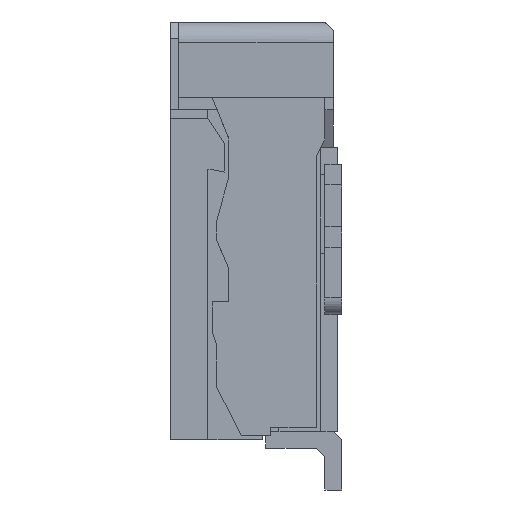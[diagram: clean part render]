
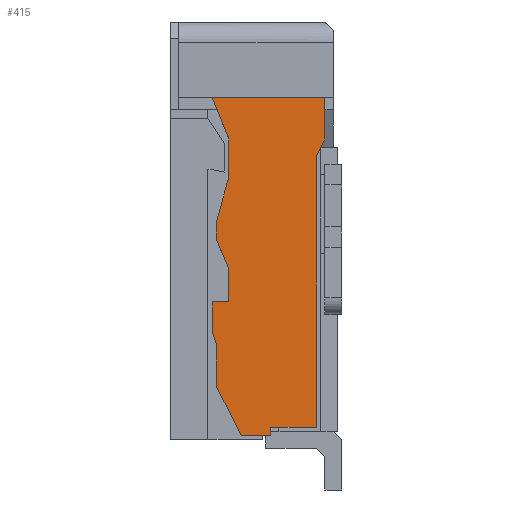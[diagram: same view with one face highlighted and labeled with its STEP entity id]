
A CAD part, left-side view. The second image highlights one B-rep face of the part: STEP entity #415.
In plain terms, the highlighted planar face has unit normal (-1, 0, 0).
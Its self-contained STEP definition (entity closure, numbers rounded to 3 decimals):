
#415=ADVANCED_FACE('',(#3249),#3250,.T.);
#3249=FACE_OUTER_BOUND('',#8405,.T.);
#3250=PLANE('',#8406);
#8405=EDGE_LOOP('',(#14435,#14436,#14437,#14438,#14439,#14440,#14441,#14442,#14443,#14444,#14445,#14446,#14447,#14448,#14449,#14450,#14451,#14452));
#8406=AXIS2_PLACEMENT_3D('',#14453,#14454,#14455);
#14435=ORIENTED_EDGE('',*,*,#37944,.T.);
#14436=ORIENTED_EDGE('',*,*,#37936,.T.);
#14437=ORIENTED_EDGE('',*,*,#37943,.T.);
#14438=ORIENTED_EDGE('',*,*,#37945,.F.);
#14439=ORIENTED_EDGE('',*,*,#37781,.F.);
#14440=ORIENTED_EDGE('',*,*,#37946,.T.);
#14441=ORIENTED_EDGE('',*,*,#37947,.T.);
#14442=ORIENTED_EDGE('',*,*,#37948,.T.);
#14443=ORIENTED_EDGE('',*,*,#37949,.T.);
#14444=ORIENTED_EDGE('',*,*,#37950,.T.);
#14445=ORIENTED_EDGE('',*,*,#37951,.T.);
#14446=ORIENTED_EDGE('',*,*,#37952,.T.);
#14447=ORIENTED_EDGE('',*,*,#37953,.F.);
#14448=ORIENTED_EDGE('',*,*,#37954,.T.);
#14449=ORIENTED_EDGE('',*,*,#37955,.T.);
#14450=ORIENTED_EDGE('',*,*,#37956,.T.);
#14451=ORIENTED_EDGE('',*,*,#37828,.T.);
#14452=ORIENTED_EDGE('',*,*,#37957,.T.);
#14453=CARTESIAN_POINT('',(-14.65,1.5,5.0));
#14454=DIRECTION('',(-1.0,0.0,0.0));
#14455=DIRECTION('',(0.0,0.0,1.0));
#37781=EDGE_CURVE('',#46559,#46561,#46562,.T.);
#37828=EDGE_CURVE('',#46648,#46649,#46650,.T.);
#37936=EDGE_CURVE('',#46832,#46833,#46834,.T.);
#37943=EDGE_CURVE('',#46833,#46843,#46845,.T.);
#37944=EDGE_CURVE('',#46846,#46832,#46847,.T.);
#37945=EDGE_CURVE('',#46561,#46843,#46848,.T.);
#37946=EDGE_CURVE('',#46559,#46849,#46850,.T.);
#37947=EDGE_CURVE('',#46849,#46851,#46852,.T.);
#37948=EDGE_CURVE('',#46851,#46853,#46854,.T.);
#37949=EDGE_CURVE('',#46853,#46855,#46856,.T.);
#37950=EDGE_CURVE('',#46855,#46857,#46858,.T.);
#37951=EDGE_CURVE('',#46857,#46859,#46860,.T.);
#37952=EDGE_CURVE('',#46859,#46861,#46862,.T.);
#37953=EDGE_CURVE('',#46863,#46861,#46864,.T.);
#37954=EDGE_CURVE('',#46863,#46865,#46866,.T.);
#37955=EDGE_CURVE('',#46865,#46867,#46868,.T.);
#37956=EDGE_CURVE('',#46867,#46648,#46869,.T.);
#37957=EDGE_CURVE('',#46649,#46846,#46870,.T.);
#46559=VERTEX_POINT('',#60262);
#46561=VERTEX_POINT('',#60265);
#46562=LINE('',#60266,#60267);
#46648=VERTEX_POINT('',#60399);
#46649=VERTEX_POINT('',#60400);
#46650=LINE('',#60401,#60402);
#46832=VERTEX_POINT('',#60689);
#46833=VERTEX_POINT('',#60690);
#46834=LINE('',#60691,#60692);
#46843=VERTEX_POINT('',#60706);
#46845=LINE('',#60709,#60710);
#46846=VERTEX_POINT('',#60711);
#46847=LINE('',#60712,#60713);
#46848=LINE('',#60714,#60715);
#46849=VERTEX_POINT('',#60716);
#46850=LINE('',#60717,#60718);
#46851=VERTEX_POINT('',#60719);
#46852=LINE('',#60720,#60721);
#46853=VERTEX_POINT('',#60722);
#46854=LINE('',#60723,#60724);
#46855=VERTEX_POINT('',#60725);
#46856=LINE('',#60726,#60727);
#46857=VERTEX_POINT('',#60728);
#46858=LINE('',#60729,#60730);
#46859=VERTEX_POINT('',#60731);
#46860=LINE('',#60732,#60733);
#46861=VERTEX_POINT('',#60734);
#46862=LINE('',#60735,#60736);
#46863=VERTEX_POINT('',#60737);
#46864=LINE('',#60738,#60739);
#46865=VERTEX_POINT('',#60740);
#46866=LINE('',#60741,#60742);
#46867=VERTEX_POINT('',#60743);
#46868=LINE('',#60744,#60745);
#46869=LINE('',#60746,#60747);
#46870=LINE('',#60748,#60749);
#60262=CARTESIAN_POINT('',(-14.65,1.5,4.1));
#60265=CARTESIAN_POINT('',(-14.65,0.15,4.1));
#60266=CARTESIAN_POINT('',(-14.65,1.5,4.1));
#60267=VECTOR('',#81004,1.35);
#60399=CARTESIAN_POINT('',(-14.65,1.15,0.05));
#60400=CARTESIAN_POINT('',(-14.65,0.8,0.05));
#60401=CARTESIAN_POINT('',(-14.65,1.15,0.05));
#60402=VECTOR('',#81051,0.35);
#60689=CARTESIAN_POINT('',(-14.65,0.25,0.15));
#60690=CARTESIAN_POINT('',(-14.65,0.25,3.4));
#60691=CARTESIAN_POINT('',(-14.65,0.25,0.15));
#60692=VECTOR('',#81168,3.25);
#60706=CARTESIAN_POINT('',(-14.65,0.15,3.6));
#60709=CARTESIAN_POINT('',(-14.65,0.25,3.4));
#60710=VECTOR('',#81175,0.224);
#60711=CARTESIAN_POINT('',(-14.65,0.8,0.15));
#60712=CARTESIAN_POINT('',(-14.65,0.8,0.15));
#60713=VECTOR('',#81176,0.55);
#60714=CARTESIAN_POINT('',(-14.65,0.15,4.1));
#60715=VECTOR('',#81177,0.5);
#60716=CARTESIAN_POINT('',(-14.65,1.3,3.6));
#60717=CARTESIAN_POINT('',(-14.65,1.5,4.1));
#60718=VECTOR('',#81178,0.539);
#60719=CARTESIAN_POINT('',(-14.65,1.3,3.15));
#60720=CARTESIAN_POINT('',(-14.65,1.3,3.6));
#60721=VECTOR('',#81179,0.45);
#60722=CARTESIAN_POINT('',(-14.65,1.45,2.6));
#60723=CARTESIAN_POINT('',(-14.65,1.3,3.15));
#60724=VECTOR('',#81180,0.57);
#60725=CARTESIAN_POINT('',(-14.65,1.45,2.4));
#60726=CARTESIAN_POINT('',(-14.65,1.45,2.6));
#60727=VECTOR('',#81181,0.2);
#60728=CARTESIAN_POINT('',(-14.65,1.3,2.05));
#60729=CARTESIAN_POINT('',(-14.65,1.45,2.4));
#60730=VECTOR('',#81182,0.381);
#60731=CARTESIAN_POINT('',(-14.65,1.3,1.65));
#60732=CARTESIAN_POINT('',(-14.65,1.3,2.05));
#60733=VECTOR('',#81183,0.4);
#60734=CARTESIAN_POINT('',(-14.65,1.5,1.65));
#60735=CARTESIAN_POINT('',(-14.65,1.3,1.65));
#60736=VECTOR('',#81184,0.2);
#60737=CARTESIAN_POINT('',(-14.65,1.5,1.3));
#60738=CARTESIAN_POINT('',(-14.65,1.5,1.3));
#60739=VECTOR('',#81185,0.35);
#60740=CARTESIAN_POINT('',(-14.65,1.45,1.15));
#60741=CARTESIAN_POINT('',(-14.65,1.5,1.3));
#60742=VECTOR('',#81186,0.158);
#60743=CARTESIAN_POINT('',(-14.65,1.45,0.64));
#60744=CARTESIAN_POINT('',(-14.65,1.45,1.15));
#60745=VECTOR('',#81187,0.51);
#60746=CARTESIAN_POINT('',(-14.65,1.45,0.64));
#60747=VECTOR('',#81188,0.662);
#60748=CARTESIAN_POINT('',(-14.65,0.8,0.05));
#60749=VECTOR('',#81189,0.1);
#81004=DIRECTION('',(0.0,-1.0,0.0));
#81051=DIRECTION('',(0.0,-1.0,0.0));
#81168=DIRECTION('',(0.0,0.0,1.0));
#81175=DIRECTION('',(0.0,-0.447,0.894));
#81176=DIRECTION('',(0.0,-1.0,0.0));
#81177=DIRECTION('',(0.0,0.0,-1.0));
#81178=DIRECTION('',(0.0,-0.371,-0.928));
#81179=DIRECTION('',(0.0,0.0,-1.0));
#81180=DIRECTION('',(0.0,0.263,-0.965));
#81181=DIRECTION('',(0.0,0.0,-1.0));
#81182=DIRECTION('',(0.0,-0.394,-0.919));
#81183=DIRECTION('',(0.0,0.0,-1.0));
#81184=DIRECTION('',(0.0,1.0,0.0));
#81185=DIRECTION('',(0.0,0.0,1.0));
#81186=DIRECTION('',(0.0,-0.316,-0.949));
#81187=DIRECTION('',(0.0,0.0,-1.0));
#81188=DIRECTION('',(0.0,-0.453,-0.891));
#81189=DIRECTION('',(0.0,0.0,1.0));
